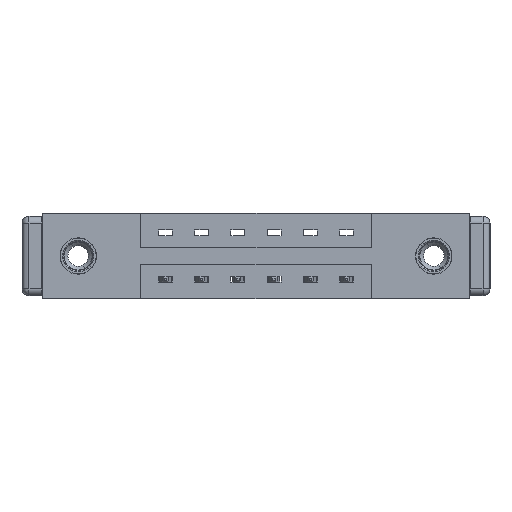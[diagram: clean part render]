
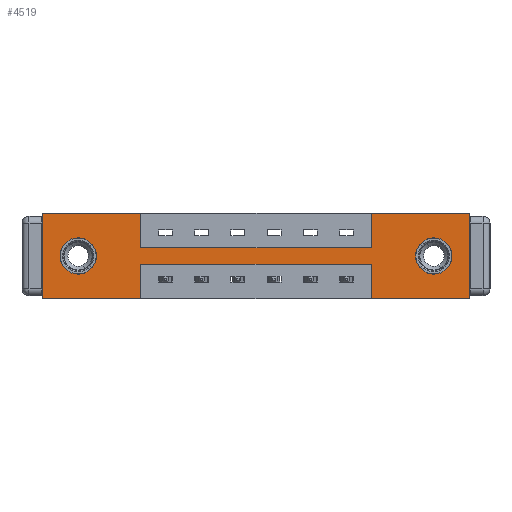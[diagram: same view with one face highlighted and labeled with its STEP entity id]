
A CAD part, front view. The second image highlights one B-rep face of the part: STEP entity #4519.
In plain terms, the highlighted planar face has unit normal (0, -1, 0).
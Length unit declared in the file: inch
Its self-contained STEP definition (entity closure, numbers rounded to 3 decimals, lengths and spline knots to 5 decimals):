
#101 = ORIENTED_EDGE ( 'NONE', *, *, #10239, .F. ) ;
#346 = ORIENTED_EDGE ( 'NONE', *, *, #1294, .T. ) ;
#365 = VECTOR ( 'NONE', #4129, 39.37008 ) ;
#407 = CARTESIAN_POINT ( 'NONE',  ( 1.687, 0., -0.185 ) ) ;
#521 = VERTEX_POINT ( 'NONE', #1608 ) ;
#523 = EDGE_CURVE ( 'NONE', #7706, #2614, #5901, .T. ) ;
#941 = ORIENTED_EDGE ( 'NONE', *, *, #9147, .F. ) ;
#1037 = LINE ( 'NONE', #2275, #365 ) ;
#1294 = EDGE_CURVE ( 'NONE', #10193, #4263, #8871, .T. ) ;
#1336 = PLANE ( 'NONE',  #6180 ) ;
#1544 = CARTESIAN_POINT ( 'NONE',  ( 0.155, 0., -0.185 ) ) ;
#1584 = CARTESIAN_POINT ( 'NONE',  ( 0.425, 0., -0.22 ) ) ;
#1608 = CARTESIAN_POINT ( 'NONE',  ( 0., 0., -0.37 ) ) ;
#1616 = LINE ( 'NONE', #10737, #4382 ) ;
#2005 = CARTESIAN_POINT ( 'NONE',  ( 0.155, 0., -0.263 ) ) ;
#2103 = VECTOR ( 'NONE', #9369, 39.37008 ) ;
#2147 = EDGE_CURVE ( 'NONE', #2532, #521, #1037, .T. ) ;
#2170 = DIRECTION ( 'NONE',  ( -1., 0., 0. ) ) ;
#2244 = EDGE_CURVE ( 'NONE', #5150, #3161, #5536, .T. ) ;
#2263 = CARTESIAN_POINT ( 'NONE',  ( 1.842, 0., -0.37 ) ) ;
#2270 = LINE ( 'NONE', #8444, #2103 ) ;
#2275 = CARTESIAN_POINT ( 'NONE',  ( 0., 0., -0.37 ) ) ;
#2474 = DIRECTION ( 'NONE',  ( 0., 0., 1. ) ) ;
#2502 = VECTOR ( 'NONE', #2590, 39.37008 ) ;
#2532 = VERTEX_POINT ( 'NONE', #2693 ) ;
#2590 = DIRECTION ( 'NONE',  ( 1., 0., 0. ) ) ;
#2604 = LINE ( 'NONE', #8589, #11272 ) ;
#2614 = VERTEX_POINT ( 'NONE', #6636 ) ;
#2670 = ORIENTED_EDGE ( 'NONE', *, *, #5473, .T. ) ;
#2693 = CARTESIAN_POINT ( 'NONE',  ( 0.425, 0., -0.37 ) ) ;
#2924 = CARTESIAN_POINT ( 'NONE',  ( 1.417, 0., 0. ) ) ;
#3097 = CARTESIAN_POINT ( 'NONE',  ( 1.842, 0., 0. ) ) ;
#3118 = EDGE_CURVE ( 'NONE', #11335, #8839, #6232, .T. ) ;
#3161 = VERTEX_POINT ( 'NONE', #4923 ) ;
#3186 = VECTOR ( 'NONE', #8307, 39.37008 ) ;
#3199 = CARTESIAN_POINT ( 'NONE',  ( 1.417, 0., -0.15 ) ) ;
#3426 = EDGE_CURVE ( 'NONE', #3864, #9730, #2604, .T. ) ;
#3456 = FACE_OUTER_BOUND ( 'NONE', #10993, .T. ) ;
#3586 = ORIENTED_EDGE ( 'NONE', *, *, #7714, .F. ) ;
#3701 = CARTESIAN_POINT ( 'NONE',  ( 0., 0., 0. ) ) ;
#3731 = EDGE_CURVE ( 'NONE', #3161, #11335, #6361, .T. ) ;
#3864 = VERTEX_POINT ( 'NONE', #2263 ) ;
#3865 = ORIENTED_EDGE ( 'NONE', *, *, #2147, .F. ) ;
#4070 = VERTEX_POINT ( 'NONE', #1584 ) ;
#4129 = DIRECTION ( 'NONE',  ( -1., 0., 0. ) ) ;
#4176 = CARTESIAN_POINT ( 'NONE',  ( 1.417, 0., -0.22 ) ) ;
#4211 = CARTESIAN_POINT ( 'NONE',  ( 1.417, 0., 0. ) ) ;
#4221 = VECTOR ( 'NONE', #8665, 39.37008 ) ;
#4256 = VECTOR ( 'NONE', #7832, 39.37008 ) ;
#4263 = VERTEX_POINT ( 'NONE', #5071 ) ;
#4374 = DIRECTION ( 'NONE',  ( 0., 1., 0. ) ) ;
#4382 = VECTOR ( 'NONE', #6091, 39.37008 ) ;
#4519 = ADVANCED_FACE ( 'NONE', ( #10255, #5349, #3456 ), #1336, .T. ) ;
#4708 = VERTEX_POINT ( 'NONE', #3097 ) ;
#4851 = DIRECTION ( 'NONE',  ( 0., 0., 1. ) ) ;
#4867 = DIRECTION ( 'NONE',  ( 0., 0., 1. ) ) ;
#4923 = CARTESIAN_POINT ( 'NONE',  ( 0.425, 0., 0. ) ) ;
#4962 = ORIENTED_EDGE ( 'NONE', *, *, #3426, .F. ) ;
#5071 = CARTESIAN_POINT ( 'NONE',  ( 1.687, 0., -0.107 ) ) ;
#5072 = ORIENTED_EDGE ( 'NONE', *, *, #3118, .F. ) ;
#5150 = VERTEX_POINT ( 'NONE', #7042 ) ;
#5313 = DIRECTION ( 'NONE',  ( 0., 0., -1. ) ) ;
#5349 = FACE_BOUND ( 'NONE', #10761, .T. ) ;
#5411 = CARTESIAN_POINT ( 'NONE',  ( 0.425, 0., 0. ) ) ;
#5462 = CIRCLE ( 'NONE', #6329, 0.078 ) ;
#5473 = EDGE_CURVE ( 'NONE', #4263, #10193, #8786, .T. ) ;
#5536 = LINE ( 'NONE', #7182, #2502 ) ;
#5661 = EDGE_CURVE ( 'NONE', #2614, #7706, #5462, .T. ) ;
#5788 = CARTESIAN_POINT ( 'NONE',  ( 1.417, 0., -0.37 ) ) ;
#5837 = VECTOR ( 'NONE', #4851, 39.37008 ) ;
#5882 = DIRECTION ( 'NONE',  ( 0., -1., 0. ) ) ;
#5883 = ORIENTED_EDGE ( 'NONE', *, *, #523, .T. ) ;
#5901 = CIRCLE ( 'NONE', #8112, 0.078 ) ;
#5936 = DIRECTION ( 'NONE',  ( 0., 0., -1. ) ) ;
#6091 = DIRECTION ( 'NONE',  ( 1., 0., 0. ) ) ;
#6164 = VERTEX_POINT ( 'NONE', #4176 ) ;
#6180 = AXIS2_PLACEMENT_3D ( 'NONE', #8801, #5882, #8655 ) ;
#6232 = LINE ( 'NONE', #7612, #4221 ) ;
#6329 = AXIS2_PLACEMENT_3D ( 'NONE', #8889, #11675, #6989 ) ;
#6361 = LINE ( 'NONE', #5411, #3186 ) ;
#6636 = CARTESIAN_POINT ( 'NONE',  ( 0.155, 0., -0.107 ) ) ;
#6663 = CARTESIAN_POINT ( 'NONE',  ( 0.425, 0., -0.22 ) ) ;
#6664 = VECTOR ( 'NONE', #11245, 39.37008 ) ;
#6989 = DIRECTION ( 'NONE',  ( 0., 0., 1. ) ) ;
#7006 = LINE ( 'NONE', #2924, #10214 ) ;
#7042 = CARTESIAN_POINT ( 'NONE',  ( 0., 0., 0. ) ) ;
#7182 = CARTESIAN_POINT ( 'NONE',  ( 0., 0., 0. ) ) ;
#7190 = CARTESIAN_POINT ( 'NONE',  ( 1.687, 0., -0.263 ) ) ;
#7486 = DIRECTION ( 'NONE',  ( 0., 0., 1. ) ) ;
#7549 = AXIS2_PLACEMENT_3D ( 'NONE', #407, #11379, #5936 ) ;
#7612 = CARTESIAN_POINT ( 'NONE',  ( 0.425, 0., -0.15 ) ) ;
#7706 = VERTEX_POINT ( 'NONE', #2005 ) ;
#7714 = EDGE_CURVE ( 'NONE', #521, #5150, #10624, .T. ) ;
#7832 = DIRECTION ( 'NONE',  ( 0., 0., -1. ) ) ;
#7848 = ORIENTED_EDGE ( 'NONE', *, *, #9249, .F. ) ;
#7995 = DIRECTION ( 'NONE',  ( 0., 1., 0. ) ) ;
#8112 = AXIS2_PLACEMENT_3D ( 'NONE', #1544, #7995, #2474 ) ;
#8172 = VECTOR ( 'NONE', #4867, 39.37008 ) ;
#8307 = DIRECTION ( 'NONE',  ( 0., 0., -1. ) ) ;
#8444 = CARTESIAN_POINT ( 'NONE',  ( 0.425, 0., -0.37 ) ) ;
#8457 = ORIENTED_EDGE ( 'NONE', *, *, #2244, .F. ) ;
#8470 = EDGE_LOOP ( 'NONE', ( #2670, #346 ) ) ;
#8589 = CARTESIAN_POINT ( 'NONE',  ( 0., 0., -0.37 ) ) ;
#8613 = EDGE_CURVE ( 'NONE', #6164, #4070, #10460, .T. ) ;
#8655 = DIRECTION ( 'NONE',  ( 0., 0., -1. ) ) ;
#8665 = DIRECTION ( 'NONE',  ( 1., 0., 0. ) ) ;
#8780 = CARTESIAN_POINT ( 'NONE',  ( 1.842, 0., 0. ) ) ;
#8786 = CIRCLE ( 'NONE', #7549, 0.078 ) ;
#8801 = CARTESIAN_POINT ( 'NONE',  ( 0., 0., -0.37 ) ) ;
#8839 = VERTEX_POINT ( 'NONE', #3199 ) ;
#8871 = CIRCLE ( 'NONE', #10764, 0.078 ) ;
#8889 = CARTESIAN_POINT ( 'NONE',  ( 0.155, 0., -0.185 ) ) ;
#9147 = EDGE_CURVE ( 'NONE', #4070, #2532, #2270, .T. ) ;
#9249 = EDGE_CURVE ( 'NONE', #9730, #6164, #11502, .T. ) ;
#9328 = ORIENTED_EDGE ( 'NONE', *, *, #11685, .F. ) ;
#9329 = ORIENTED_EDGE ( 'NONE', *, *, #5661, .T. ) ;
#9369 = DIRECTION ( 'NONE',  ( 0., 0., -1. ) ) ;
#9425 = VERTEX_POINT ( 'NONE', #4211 ) ;
#9449 = EDGE_CURVE ( 'NONE', #8839, #9425, #7006, .T. ) ;
#9505 = CARTESIAN_POINT ( 'NONE',  ( 1.417, 0., -0.37 ) ) ;
#9730 = VERTEX_POINT ( 'NONE', #5788 ) ;
#9870 = ORIENTED_EDGE ( 'NONE', *, *, #3731, .F. ) ;
#9928 = CARTESIAN_POINT ( 'NONE',  ( 0.425, 0., -0.15 ) ) ;
#10021 = ORIENTED_EDGE ( 'NONE', *, *, #9449, .F. ) ;
#10078 = ORIENTED_EDGE ( 'NONE', *, *, #8613, .F. ) ;
#10193 = VERTEX_POINT ( 'NONE', #7190 ) ;
#10214 = VECTOR ( 'NONE', #7486, 39.37008 ) ;
#10239 = EDGE_CURVE ( 'NONE', #4708, #3864, #11032, .T. ) ;
#10255 = FACE_BOUND ( 'NONE', #8470, .T. ) ;
#10460 = LINE ( 'NONE', #6663, #6664 ) ;
#10624 = LINE ( 'NONE', #3701, #5837 ) ;
#10737 = CARTESIAN_POINT ( 'NONE',  ( 0., 0., 0. ) ) ;
#10761 = EDGE_LOOP ( 'NONE', ( #9329, #5883 ) ) ;
#10764 = AXIS2_PLACEMENT_3D ( 'NONE', #11781, #4374, #5313 ) ;
#10993 = EDGE_LOOP ( 'NONE', ( #941, #10078, #7848, #4962, #101, #9328, #10021, #5072, #9870, #8457, #3586, #3865 ) ) ;
#11032 = LINE ( 'NONE', #8780, #4256 ) ;
#11245 = DIRECTION ( 'NONE',  ( -1., 0., 0. ) ) ;
#11272 = VECTOR ( 'NONE', #2170, 39.37008 ) ;
#11335 = VERTEX_POINT ( 'NONE', #9928 ) ;
#11379 = DIRECTION ( 'NONE',  ( 0., 1., 0. ) ) ;
#11502 = LINE ( 'NONE', #9505, #8172 ) ;
#11675 = DIRECTION ( 'NONE',  ( 0., 1., 0. ) ) ;
#11685 = EDGE_CURVE ( 'NONE', #9425, #4708, #1616, .T. ) ;
#11781 = CARTESIAN_POINT ( 'NONE',  ( 1.687, 0., -0.185 ) ) ;
